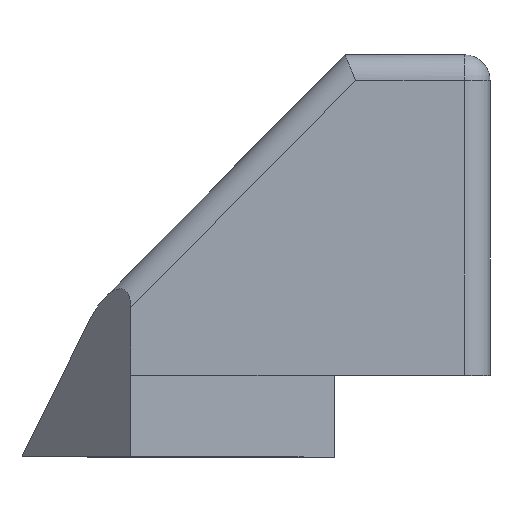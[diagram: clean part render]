
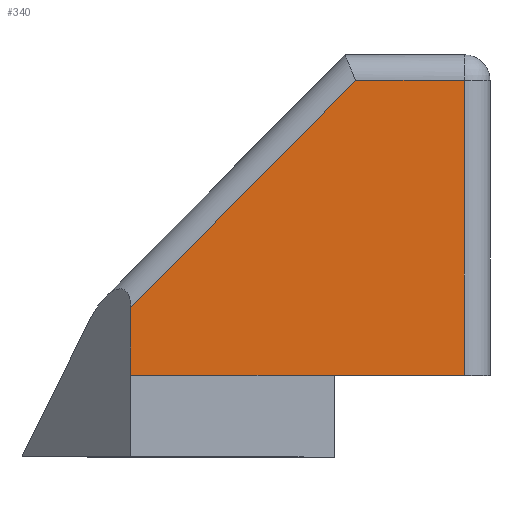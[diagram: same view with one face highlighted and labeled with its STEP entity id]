
A CAD part, top view. The second image highlights one B-rep face of the part: STEP entity #340.
In plain terms, the highlighted planar face has unit normal (0, 0, 1).
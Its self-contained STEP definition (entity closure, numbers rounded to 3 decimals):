
#9 = CARTESIAN_POINT ( 'NONE',  ( 5.083, 3.175, 10.253 ) ) ;
#10 = VECTOR ( 'NONE', #489, 1000. ) ;
#21 = EDGE_CURVE ( 'NONE', #149, #616, #290, .T. ) ;
#42 = EDGE_LOOP ( 'NONE', ( #869, #531, #61, #416, #705 ) ) ;
#61 = ORIENTED_EDGE ( 'NONE', *, *, #482, .T. ) ;
#66 = DIRECTION ( 'NONE',  ( 0., -1., 0. ) ) ;
#68 = CARTESIAN_POINT ( 'NONE',  ( -7.928, 5.816, 10.253 ) ) ;
#72 = EDGE_CURVE ( 'NONE', #186, #626, #656, .T. ) ;
#91 = CARTESIAN_POINT ( 'NONE',  ( -7.928, 3.175, 10.253 ) ) ;
#117 = VERTEX_POINT ( 'NONE', #494 ) ;
#149 = VERTEX_POINT ( 'NONE', #9 ) ;
#157 = LINE ( 'NONE', #516, #678 ) ;
#186 = VERTEX_POINT ( 'NONE', #68 ) ;
#228 = CARTESIAN_POINT ( 'NONE',  ( -2.998, 10.794, 10.253 ) ) ;
#255 = DIRECTION ( 'NONE',  ( -1., 0., 0. ) ) ;
#260 = CARTESIAN_POINT ( 'NONE',  ( 5.083, 15.675, 10.253 ) ) ;
#290 = LINE ( 'NONE', #260, #10 ) ;
#318 = CARTESIAN_POINT ( 'NONE',  ( -7.928, 15.675, 10.253 ) ) ;
#327 = PLANE ( 'NONE',  #496 ) ;
#340 = ADVANCED_FACE ( 'NONE', ( #719 ), #327, .F. ) ;
#346 = VECTOR ( 'NONE', #66, 1000. ) ;
#416 = ORIENTED_EDGE ( 'NONE', *, *, #524, .T. ) ;
#466 = CARTESIAN_POINT ( 'NONE',  ( 5.083, 14.675, 10.253 ) ) ;
#470 = DIRECTION ( 'NONE',  ( 0., 0., -1. ) ) ;
#471 = EDGE_CURVE ( 'NONE', #626, #149, #891, .T. ) ;
#482 = EDGE_CURVE ( 'NONE', #616, #117, #157, .T. ) ;
#489 = DIRECTION ( 'NONE',  ( 0., 1., 0. ) ) ;
#494 = CARTESIAN_POINT ( 'NONE',  ( 0.845, 14.675, 10.253 ) ) ;
#496 = AXIS2_PLACEMENT_3D ( 'NONE', #318, #470, #255 ) ;
#500 = VECTOR ( 'NONE', #889, 1000. ) ;
#516 = CARTESIAN_POINT ( 'NONE',  ( -0.891, 14.675, 10.253 ) ) ;
#524 = EDGE_CURVE ( 'NONE', #117, #186, #875, .T. ) ;
#531 = ORIENTED_EDGE ( 'NONE', *, *, #21, .T. ) ;
#616 = VERTEX_POINT ( 'NONE', #466 ) ;
#626 = VERTEX_POINT ( 'NONE', #824 ) ;
#656 = LINE ( 'NONE', #757, #346 ) ;
#678 = VECTOR ( 'NONE', #786, 1000. ) ;
#705 = ORIENTED_EDGE ( 'NONE', *, *, #72, .T. ) ;
#719 = FACE_OUTER_BOUND ( 'NONE', #42, .T. ) ;
#757 = CARTESIAN_POINT ( 'NONE',  ( -7.928, 15.675, 10.253 ) ) ;
#770 = DIRECTION ( 'NONE',  ( 1., 0., 0. ) ) ;
#786 = DIRECTION ( 'NONE',  ( -1., 0., 0. ) ) ;
#824 = CARTESIAN_POINT ( 'NONE',  ( -7.928, 3.175, 10.253 ) ) ;
#865 = VECTOR ( 'NONE', #770, 1000. ) ;
#869 = ORIENTED_EDGE ( 'NONE', *, *, #471, .T. ) ;
#875 = LINE ( 'NONE', #228, #500 ) ;
#889 = DIRECTION ( 'NONE',  ( -0.704, -0.711, 0. ) ) ;
#891 = LINE ( 'NONE', #91, #865 ) ;
